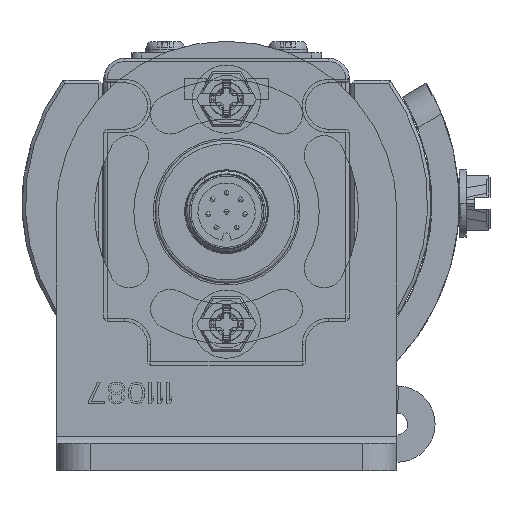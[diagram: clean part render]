
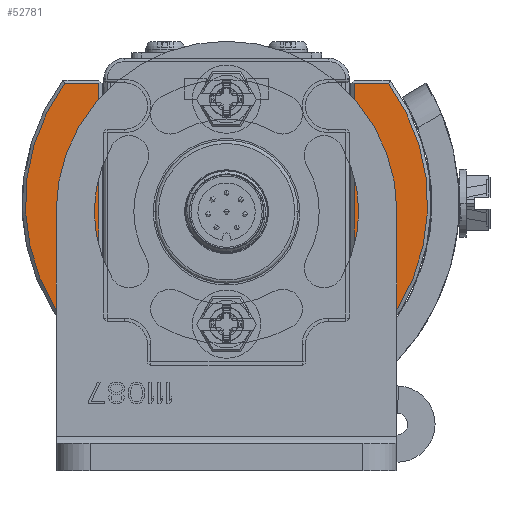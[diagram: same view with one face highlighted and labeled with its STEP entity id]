
A CAD part, front view. The second image highlights one B-rep face of the part: STEP entity #52781.
In plain terms, the highlighted face is planar.
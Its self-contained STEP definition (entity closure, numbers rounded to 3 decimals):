
#51766=DIRECTION('',(1.,0.,0.));
#51767=VECTOR('',#51766,37.);
#51768=CARTESIAN_POINT('',(-19.5,-18.75,-10.));
#51769=LINE('',#51768,#51767);
#51786=DIRECTION('',(0.,-1.,0.));
#51787=VECTOR('',#51786,4.999);
#51788=CARTESIAN_POINT('',(17.5,-18.75,-10.));
#51789=LINE('',#51788,#51787);
#51804=CARTESIAN_POINT('',(0.,0.,-10.));
#51805=DIRECTION('',(0.,0.,-1.));
#51806=DIRECTION('',(0.593,-0.805,0.));
#51807=AXIS2_PLACEMENT_3D('',#51804,#51805,#51806);
#52427=CARTESIAN_POINT('',(-19.5,15.25,-10.));
#52428=DIRECTION('',(0.,0.,1.));
#52429=DIRECTION('',(0.,1.,0.));
#52430=AXIS2_PLACEMENT_3D('',#52427,#52428,#52429);
#52432=DIRECTION('',(-1.,0.,0.));
#52433=VECTOR('',#52432,37.);
#52434=CARTESIAN_POINT('',(17.5,18.75,-10.));
#52435=LINE('',#52434,#52433);
#52448=DIRECTION('',(0.,-1.,0.));
#52449=VECTOR('',#52448,4.999);
#52450=CARTESIAN_POINT('',(17.5,23.749,-10.));
#52451=LINE('',#52450,#52449);
#52465=DIRECTION('',(0.,-1.,0.));
#52466=VECTOR('',#52465,30.5);
#52467=CARTESIAN_POINT('',(-23.,15.25,-10.));
#52468=LINE('',#52467,#52466);
#52486=CARTESIAN_POINT('',(-19.5,-15.25,-10.));
#52487=DIRECTION('',(0.,0.,1.));
#52488=DIRECTION('',(-1.,0.,0.));
#52489=AXIS2_PLACEMENT_3D('',#52486,#52487,#52488);
#52586=CARTESIAN_POINT('',(17.5,-23.749,-10.));
#52587=CARTESIAN_POINT('',(17.5,23.749,-10.));
#52588=VERTEX_POINT('',#52586);
#52589=VERTEX_POINT('',#52587);
#52590=CARTESIAN_POINT('',(17.5,18.75,-10.));
#52591=VERTEX_POINT('',#52590);
#52594=CARTESIAN_POINT('',(17.5,-18.75,-10.));
#52595=VERTEX_POINT('',#52594);
#52742=CARTESIAN_POINT('',(-19.5,18.75,-10.));
#52743=VERTEX_POINT('',#52742);
#52748=CARTESIAN_POINT('',(-23.,15.25,-10.));
#52749=VERTEX_POINT('',#52748);
#52750=CARTESIAN_POINT('',(-23.,-15.25,-10.));
#52751=VERTEX_POINT('',#52750);
#52756=CARTESIAN_POINT('',(-19.5,-18.75,-10.));
#52757=VERTEX_POINT('',#52756);
#52758=CARTESIAN_POINT('',(0.,0.,-10.));
#52759=DIRECTION('',(0.,0.,1.));
#52760=DIRECTION('',(1.,0.,0.));
#52761=AXIS2_PLACEMENT_3D('',#52758,#52759,#52760);
#52762=PLANE('',#52761);
#52764=ORIENTED_EDGE('',*,*,#52763,.F.);
#52766=ORIENTED_EDGE('',*,*,#52765,.F.);
#52768=ORIENTED_EDGE('',*,*,#52767,.F.);
#52770=ORIENTED_EDGE('',*,*,#52769,.F.);
#52772=ORIENTED_EDGE('',*,*,#52771,.F.);
#52774=ORIENTED_EDGE('',*,*,#52773,.F.);
#52776=ORIENTED_EDGE('',*,*,#52775,.F.);
#52778=ORIENTED_EDGE('',*,*,#52777,.F.);
#52779=EDGE_LOOP('',(#52764,#52766,#52768,#52770,#52772,#52774,#52776,#52778));
#52780=FACE_OUTER_BOUND('',#52779,.F.);
#52781=ADVANCED_FACE('',(#52780),#52762,.F.);
#51808=CIRCLE('',#51807,29.5);
#52431=CIRCLE('',#52430,3.5);
#52490=CIRCLE('',#52489,3.5);
#52763=EDGE_CURVE('',#52757,#52595,#51769,.T.);
#52765=EDGE_CURVE('',#52751,#52757,#52490,.T.);
#52767=EDGE_CURVE('',#52749,#52751,#52468,.T.);
#52769=EDGE_CURVE('',#52743,#52749,#52431,.T.);
#52771=EDGE_CURVE('',#52591,#52743,#52435,.T.);
#52773=EDGE_CURVE('',#52589,#52591,#52451,.T.);
#52775=EDGE_CURVE('',#52588,#52589,#51808,.T.);
#52777=EDGE_CURVE('',#52595,#52588,#51789,.T.);
